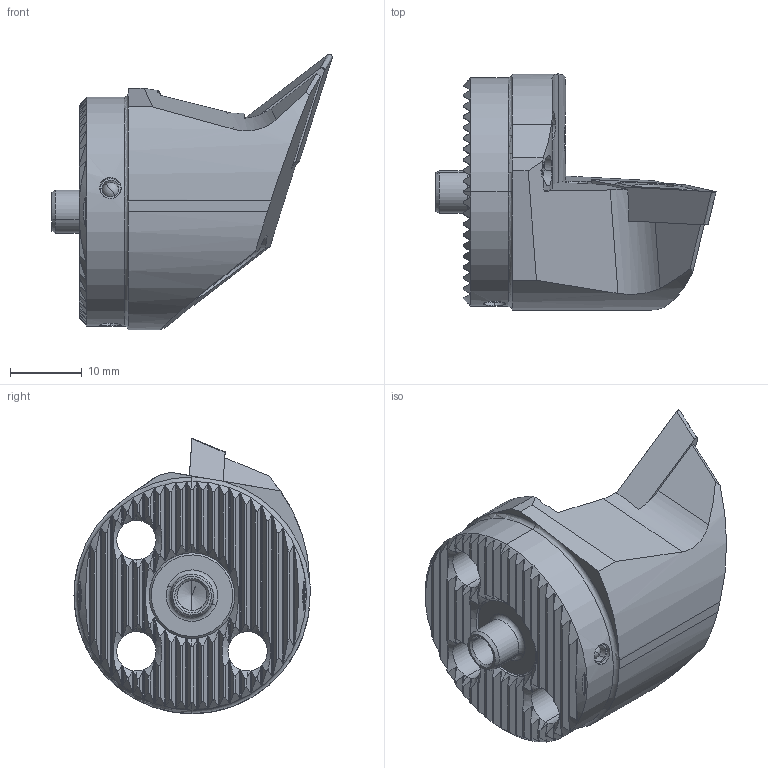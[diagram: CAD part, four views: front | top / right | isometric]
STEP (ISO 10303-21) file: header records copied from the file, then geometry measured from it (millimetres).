
FILE_DESCRIPTION (( 'STEP AP214' ), '1' );
FILE_NAME ('WK2.BVB.LQB.035.STEP', '2023-08-15T11:00:51', ( '' ), ( '' ), 'SwSTEP 2.0', 'SolidWorks 2017', '' );
FILE_SCHEMA (( 'AUTOMOTIVE_DESIGN' ));
Length unit declared in the file: millimetre
Products named in the file (6): KVT_MB_600_030; WK2-BVB.LQB.035_A; VCMT160404; WKX-ER1.004.005_A_PreviewCfg; WK2-ER1.001.012_A_Fertigbearbeitung; WK2.BVB.LQB.035
Assembly tree (7 placements, depth 2):
  WK2.BVB.LQB.035
    WK2-BVB.LQB.035_A
    WKX-ER1.004.005_A_PreviewCfg  x2
    WK2-ER1.001.012_A_Fertigbearbeitung
    KVT_MB_600_030  x2
    VCMT160404
Bounding box: 39.2 x 33 x 38.5 mm (x, y, z)
Volume: 13571.7 mm3; surface area: 7760 mm2
Topology: 9 solids, 9 shells, 496 faces, 1337 edges, 838 vertices
Faces by surface type: plane 196, cylinder 163, cone 107, bspline 16, torus 10, sphere 4
Entity records: 16648 total; most frequent: CARTESIAN_POINT 5415, ORIENTED_EDGE 2418, DIRECTION 1898, EDGE_CURVE 1209, VERTEX_POINT 775, AXIS2_PLACEMENT_3D 717, EDGE_LOOP 468, LINE 464
